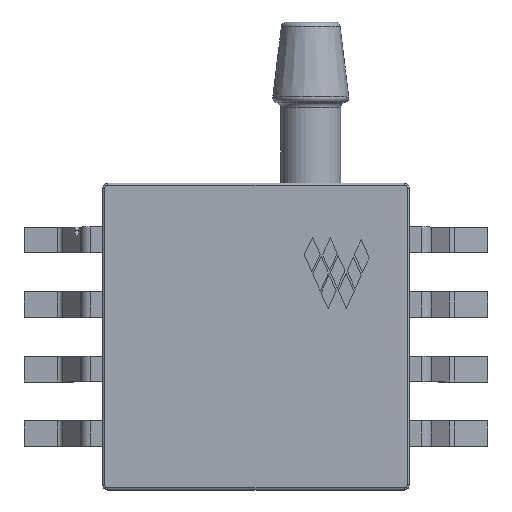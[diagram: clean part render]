
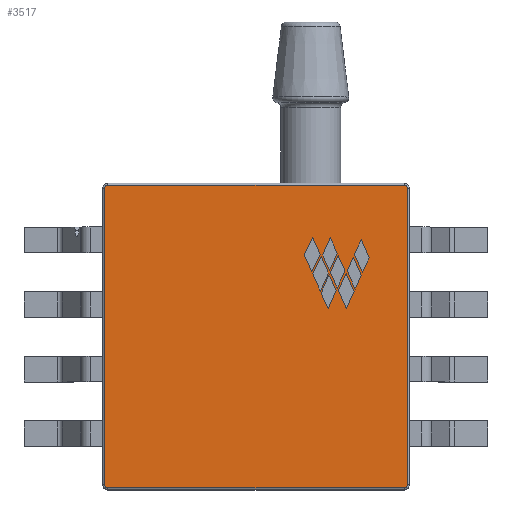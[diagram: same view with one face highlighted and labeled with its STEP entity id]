
A CAD part, top view. The second image highlights one B-rep face of the part: STEP entity #3517.
In plain terms, the highlighted planar face has unit normal (0, 0, 1).
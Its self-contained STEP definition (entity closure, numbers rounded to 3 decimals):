
#88=PLANE('',#3775);
#238=LINE('',#5204,#618);
#240=LINE('',#5216,#620);
#242=LINE('',#5228,#622);
#243=LINE('',#5236,#623);
#618=VECTOR('',#4116,11.665);
#620=VECTOR('',#4130,11.665);
#622=VECTOR('',#4144,11.665);
#623=VECTOR('',#4155,11.665);
#1068=FACE_OUTER_BOUND('',#1290,.T.);
#1290=EDGE_LOOP('',(#2534,#2535,#2536,#2537,#2538,#2539,#2540,#2541));
#1519=CIRCLE('',#3747,0.12);
#1525=CIRCLE('',#3755,0.12);
#1529=CIRCLE('',#3761,0.12);
#1533=CIRCLE('',#3767,0.12);
#1645=VERTEX_POINT('',#5192);
#1646=VERTEX_POINT('',#5194);
#1648=VERTEX_POINT('',#5200);
#1650=VERTEX_POINT('',#5206);
#1652=VERTEX_POINT('',#5212);
#1654=VERTEX_POINT('',#5218);
#1656=VERTEX_POINT('',#5224);
#1658=VERTEX_POINT('',#5230);
#1981=EDGE_CURVE('',#1645,#1646,#1519,.T.);
#1986=EDGE_CURVE('',#1646,#1648,#238,.T.);
#1989=EDGE_CURVE('',#1648,#1650,#1525,.T.);
#1992=EDGE_CURVE('',#1650,#1652,#240,.T.);
#1995=EDGE_CURVE('',#1652,#1654,#1529,.T.);
#1998=EDGE_CURVE('',#1654,#1656,#242,.T.);
#2001=EDGE_CURVE('',#1656,#1658,#1533,.T.);
#2002=EDGE_CURVE('',#1658,#1645,#243,.T.);
#2534=ORIENTED_EDGE('',*,*,#1981,.F.);
#2535=ORIENTED_EDGE('',*,*,#2002,.F.);
#2536=ORIENTED_EDGE('',*,*,#2001,.F.);
#2537=ORIENTED_EDGE('',*,*,#1998,.F.);
#2538=ORIENTED_EDGE('',*,*,#1995,.F.);
#2539=ORIENTED_EDGE('',*,*,#1992,.F.);
#2540=ORIENTED_EDGE('',*,*,#1989,.F.);
#2541=ORIENTED_EDGE('',*,*,#1986,.F.);
#3517=ADVANCED_FACE('',(#1068),#88,.T.);
#3747=AXIS2_PLACEMENT_3D('',#5195,#4105,#4106);
#3755=AXIS2_PLACEMENT_3D('',#5210,#4123,#4124);
#3761=AXIS2_PLACEMENT_3D('',#5222,#4137,#4138);
#3767=AXIS2_PLACEMENT_3D('',#5234,#4151,#4152);
#3775=AXIS2_PLACEMENT_3D('',#5256,#4176,#4177);
#4105=DIRECTION('center_axis',(0.,0.,-1.));
#4106=DIRECTION('ref_axis',(0.707,-0.707,0.));
#4116=DIRECTION('',(-1.,0.,0.));
#4123=DIRECTION('center_axis',(0.,0.,-1.));
#4124=DIRECTION('ref_axis',(-0.707,-0.707,0.));
#4130=DIRECTION('',(0.,1.,0.));
#4137=DIRECTION('center_axis',(0.,0.,-1.));
#4138=DIRECTION('ref_axis',(-0.707,0.707,0.));
#4144=DIRECTION('',(1.,0.,0.));
#4151=DIRECTION('center_axis',(0.,0.,-1.));
#4152=DIRECTION('ref_axis',(0.707,0.707,0.));
#4155=DIRECTION('',(0.,-1.,0.));
#4176=DIRECTION('center_axis',(0.,0.,1.));
#4177=DIRECTION('ref_axis',(1.,0.,0.));
#5192=CARTESIAN_POINT('',(5.953,-5.833,8.38));
#5194=CARTESIAN_POINT('',(5.833,-5.953,8.38));
#5195=CARTESIAN_POINT('Origin',(5.833,-5.833,8.38));
#5200=CARTESIAN_POINT('',(-5.833,-5.953,8.38));
#5204=CARTESIAN_POINT('',(-3.016,-5.953,8.38));
#5206=CARTESIAN_POINT('',(-5.953,-5.833,8.38));
#5210=CARTESIAN_POINT('Origin',(-5.833,-5.833,8.38));
#5212=CARTESIAN_POINT('',(-5.953,5.833,8.38));
#5216=CARTESIAN_POINT('',(-5.953,3.016,8.38));
#5218=CARTESIAN_POINT('',(-5.833,5.953,8.38));
#5222=CARTESIAN_POINT('Origin',(-5.833,5.833,8.38));
#5224=CARTESIAN_POINT('',(5.833,5.953,8.38));
#5228=CARTESIAN_POINT('',(3.016,5.953,8.38));
#5230=CARTESIAN_POINT('',(5.953,5.833,8.38));
#5234=CARTESIAN_POINT('Origin',(5.833,5.833,8.38));
#5236=CARTESIAN_POINT('',(5.953,-3.016,8.38));
#5256=CARTESIAN_POINT('Origin',(0.,0.,8.38));
